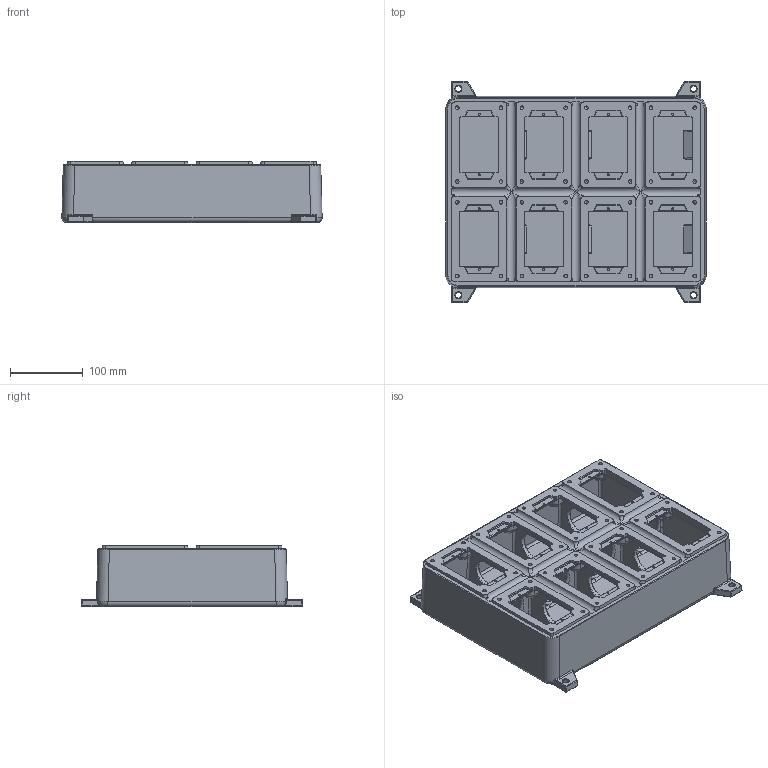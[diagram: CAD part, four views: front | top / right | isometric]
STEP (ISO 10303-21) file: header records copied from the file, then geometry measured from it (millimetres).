
FILE_DESCRIPTION(/* description */ ('SWB-33 8 GANG UD BOX'),/* implementation_level */ '2;1');
FILE_NAME(/* name */ 'KIL_SWB-33.stp',/* time_stamp */ '2017-05-10T12:56:44+05:00',/* author */ ('ckumar'),/* organization */ (''),/* preprocessor_version */ 'ST-DEVELOPER v16.1',/* originating_system */ 'Autodesk Inventor 2016',/* authorisation */ '');
FILE_SCHEMA (('AUTOMOTIVE_DESIGN { 1 0 10303 214 3 1 1 }'));
Products named in the file (1): SWB-33
Bounding box: 358.43 x 304.76 x 84.14 mm (x, y, z)
Volume: 2961636.4 mm3; surface area: 537263.8 mm2
Topology: 1 solids, 1 shells, 1859 faces, 4521 edges, 2541 vertices
Faces by surface type: cylinder 737, bspline 508, plane 300, torus 207, sphere 63, cone 44
Full cylindrical faces by diameter (mm): 2.642 x16, 4.978 x40, 50.8 x4
Entity records: 71787 total; most frequent: CARTESIAN_POINT 29702, ORIENTED_EDGE 8426, DIRECTION 8337, EDGE_CURVE 4213, AXIS2_PLACEMENT_3D 3444, VERTEX_POINT 2477, EDGE_LOOP 2040, FACE_OUTER_BOUND 1859
